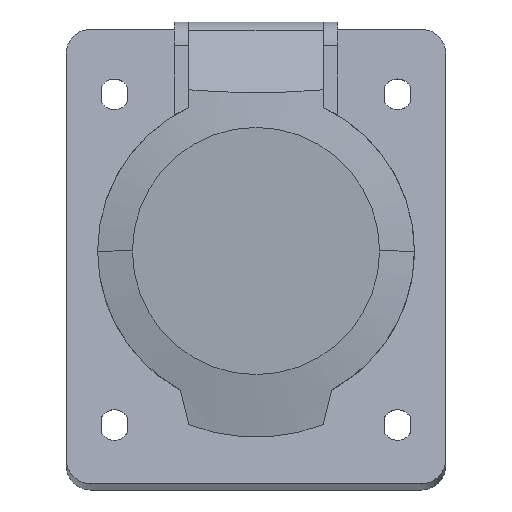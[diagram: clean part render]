
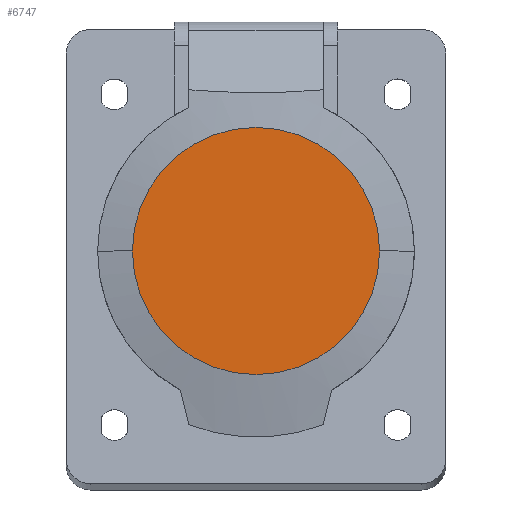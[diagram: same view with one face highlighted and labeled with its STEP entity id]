
A CAD part, top view. The second image highlights one B-rep face of the part: STEP entity #6747.
In plain terms, the highlighted planar face has unit normal (0, 0, 1).
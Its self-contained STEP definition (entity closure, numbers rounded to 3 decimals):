
#1529 = PLANE ( 'NONE',  #9968 ) ;
#1809 = EDGE_CURVE ( 'NONE', #8263, #11306, #2768, .T. ) ;
#2768 = CIRCLE ( 'NONE', #5912, 25.75 ) ;
#2774 = CARTESIAN_POINT ( 'NONE',  ( -25.75, 48.448, 24. ) ) ;
#3452 = DIRECTION ( 'NONE',  ( 0., 0., 1. ) ) ;
#3477 = CARTESIAN_POINT ( 'NONE',  ( 0., 32.648, 24. ) ) ;
#3876 = EDGE_CURVE ( 'NONE', #11306, #8263, #8228, .T. ) ;
#4162 = DIRECTION ( 'NONE',  ( 0., 0., 1. ) ) ;
#4445 = ORIENTED_EDGE ( 'NONE', *, *, #3876, .T. ) ;
#4478 = DIRECTION ( 'NONE',  ( 1., 0., 0. ) ) ;
#5912 = AXIS2_PLACEMENT_3D ( 'NONE', #9418, #3452, #10435 ) ;
#6203 = AXIS2_PLACEMENT_3D ( 'NONE', #10122, #4162, #11148 ) ;
#6559 = FACE_OUTER_BOUND ( 'NONE', #7805, .T. ) ;
#6747 = ADVANCED_FACE ( 'NONE', ( #6559 ), #1529, .T. ) ;
#7805 = EDGE_LOOP ( 'NONE', ( #11785, #4445 ) ) ;
#8228 = CIRCLE ( 'NONE', #6203, 25.75 ) ;
#8263 = VERTEX_POINT ( 'NONE', #2774 ) ;
#8896 = CARTESIAN_POINT ( 'NONE',  ( 25.75, 48.448, 24. ) ) ;
#9418 = CARTESIAN_POINT ( 'NONE',  ( 0., 48.448, 24. ) ) ;
#9968 = AXIS2_PLACEMENT_3D ( 'NONE', #3477, #10459, #4478 ) ;
#10122 = CARTESIAN_POINT ( 'NONE',  ( 0., 48.448, 24. ) ) ;
#10435 = DIRECTION ( 'NONE',  ( 1., 0., 0. ) ) ;
#10459 = DIRECTION ( 'NONE',  ( 0., 0., 1. ) ) ;
#11148 = DIRECTION ( 'NONE',  ( 1., 0., 0. ) ) ;
#11306 = VERTEX_POINT ( 'NONE', #8896 ) ;
#11785 = ORIENTED_EDGE ( 'NONE', *, *, #1809, .T. ) ;
